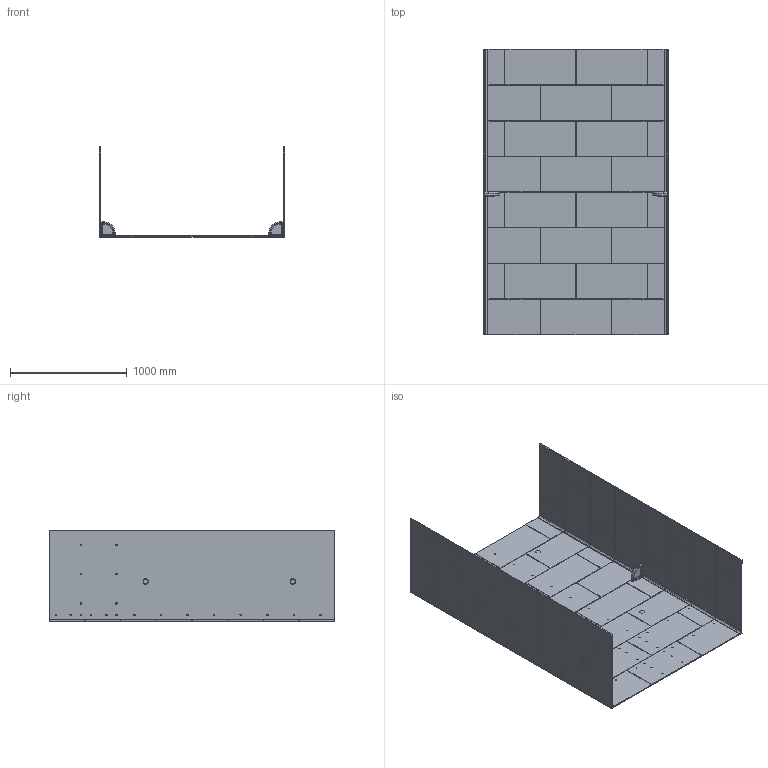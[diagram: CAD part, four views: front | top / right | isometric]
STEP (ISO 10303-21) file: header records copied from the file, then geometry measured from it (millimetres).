
FILE_DESCRIPTION (( 'STEP AP203' ), '1' );
FILE_NAME ('TSMK963062.STEP', '2021-07-09T12:54:54', ( '' ), ( '' ), 'SwSTEP 2.0', 'SolidWorks 2020', '' );
FILE_SCHEMA (( 'CONFIG_CONTROL_DESIGN' ));
Length unit declared in the file: inch
Products named in the file (6): TSMK6296_Wall 62"; SWSACCES2; MirrorTSMK3096; TSMK963062; TSMK3096; SWACCM2096
Assembly tree (7 placements, depth 2):
  TSMK963062
    TSMK6296_Wall 62"
    TSMK3096
    SWACCM2096  x2
    MirrorTSMK3096
    SWSACCES2  x2
Bounding box: 1574.8 x 2438.57 x 770.71 mm (x, y, z)
Volume: 73109424.8 mm3; surface area: 15799454.3 mm2
Topology: 7 solids, 7 shells, 1756 faces, 4404 edges, 2755 vertices
Faces by surface type: plane 674, cylinder 576, bspline 282, torus 190, sphere 18, cone 16
Entity records: 77695 total; most frequent: CARTESIAN_POINT 39199, ORIENTED_EDGE 8600, DIRECTION 6632, EDGE_CURVE 4300, VERTEX_POINT 2697, AXIS2_PLACEMENT_3D 2380, LINE 1872, VECTOR 1872
